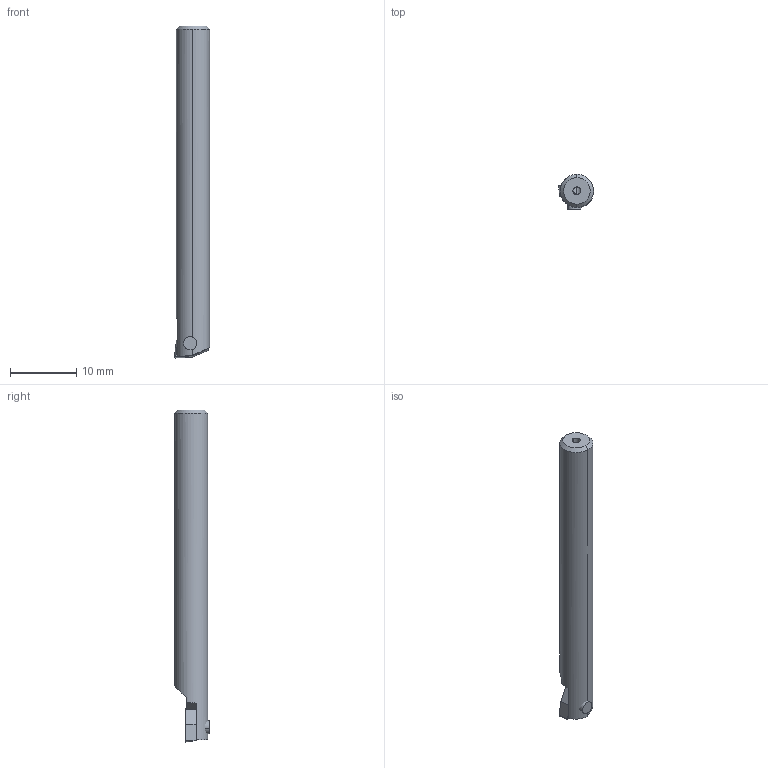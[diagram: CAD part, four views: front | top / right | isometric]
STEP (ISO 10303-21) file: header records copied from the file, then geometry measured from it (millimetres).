
FILE_DESCRIPTION(('no description'),'unknown implementation level');
FILE_NAME('9C6B6926-B83E-44F8-8A30-6455CE45DA85_export.stp',' ',('CIMSOURCE GmbH'),('CADClick - KiM GmbH - www.kimweb.de'),'unknown preprocess','ACIS','unknown authorization');
FILE_SCHEMA(('automotive_design'));
Length unit declared in the file: millimetre
Products named in the file (4): 615.082 Kaiser E6 WC02x�5x50HM|694.101 Kaiser ETL M2x3.6 T6 IP 10S;Kreismuster1; 615.082 Kaiser E6 WC02x�5x50HM|655.603 Kaiser WCGT 020102 K10C;Schnitt-Rotation1; 615.082 Kaiser E6 WC02x�5x50HM|615.082 Kaiser E6 WC02x�5x50HM-1;Schnitt-Rotation1; 615.082 Kaiser E6 WC02x�5x50HM|615.082 Kaiser E6 WC02x�5x50HM;<N016.29 (WC 0201) PLS rechts Freistellung neutral>-<<0640.001>-<Kombinieren1>>
Bounding box: 5.28 x 5.26 x 50 mm (x, y, z)
Volume: 889 mm3; surface area: 1104 mm2
Topology: 4 solids, 4 shells, 98 faces, 248 edges, 157 vertices
Faces by surface type: cylinder 37, plane 29, cone 24, torus 8
Entity records: 5931 total; most frequent: CARTESIAN_POINT 606, DIRECTION 547, STYLED_ITEM 507, PRESENTATION_STYLE_ASSIGNMENT 507, COLOUR_RGB 507, ORIENTED_EDGE 496, EDGE_CURVE 248, CURVE_STYLE 248
